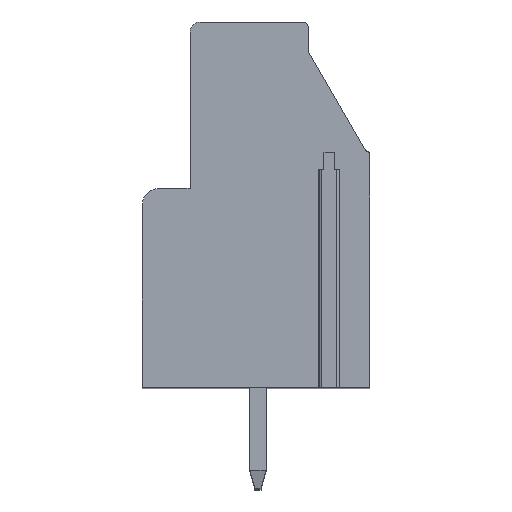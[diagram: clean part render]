
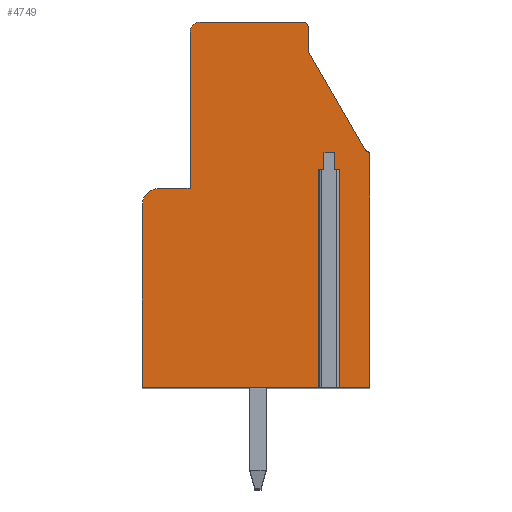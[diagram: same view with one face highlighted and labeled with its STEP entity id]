
A CAD part, top view. The second image highlights one B-rep face of the part: STEP entity #4749.
In plain terms, the highlighted planar face has unit normal (0, 0, 1).
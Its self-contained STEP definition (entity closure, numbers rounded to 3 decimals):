
#1491=DIRECTION('',(-1.,0.,0.));
#1492=VECTOR('',#1491,0.5);
#1493=CARTESIAN_POINT('',(3.85,2.55,3.75));
#1494=LINE('',#1493,#1492);
#1495=DIRECTION('',(0.,1.,0.));
#1496=VECTOR('',#1495,0.8);
#1497=CARTESIAN_POINT('',(3.35,1.75,3.75));
#1498=LINE('',#1497,#1496);
#1499=DIRECTION('',(0.,1.,0.));
#1500=VECTOR('',#1499,10.75);
#1501=CARTESIAN_POINT('',(3.35,-9.,3.75));
#1502=LINE('',#1501,#1500);
#1503=DIRECTION('',(1.,0.,0.));
#1504=VECTOR('',#1503,8.95);
#1505=CARTESIAN_POINT('',(-5.6,-9.,3.75));
#1506=LINE('',#1505,#1504);
#1507=DIRECTION('',(0.,-1.,0.));
#1508=VECTOR('',#1507,9.);
#1509=CARTESIAN_POINT('',(-5.6,0.,3.75));
#1510=LINE('',#1509,#1508);
#1511=CARTESIAN_POINT('',(-4.8,0.,3.75));
#1512=DIRECTION('',(0.,0.,1.));
#1513=DIRECTION('',(0.,1.,0.));
#1514=AXIS2_PLACEMENT_3D('',#1511,#1512,#1513);
#1516=DIRECTION('',(-1.,0.,0.));
#1517=VECTOR('',#1516,1.55);
#1518=CARTESIAN_POINT('',(-3.25,0.8,3.75));
#1519=LINE('',#1518,#1517);
#1520=DIRECTION('',(0.,-1.,0.));
#1521=VECTOR('',#1520,7.7);
#1522=CARTESIAN_POINT('',(-3.25,8.5,3.75));
#1523=LINE('',#1522,#1521);
#1524=CARTESIAN_POINT('',(-2.75,8.5,3.75));
#1525=DIRECTION('',(0.,0.,1.));
#1526=DIRECTION('',(0.,1.,0.));
#1527=AXIS2_PLACEMENT_3D('',#1524,#1525,#1526);
#1529=DIRECTION('',(-1.,0.,0.));
#1530=VECTOR('',#1529,5.05);
#1531=CARTESIAN_POINT('',(2.3,9.,3.75));
#1532=LINE('',#1531,#1530);
#1533=CARTESIAN_POINT('',(2.3,8.7,3.75));
#1534=DIRECTION('',(0.,0.,1.));
#1535=DIRECTION('',(1.,0.,0.));
#1536=AXIS2_PLACEMENT_3D('',#1533,#1534,#1535);
#1538=DIRECTION('',(0.,1.,0.));
#1539=VECTOR('',#1538,1.2);
#1540=CARTESIAN_POINT('',(2.6,7.5,3.75));
#1541=LINE('',#1540,#1539);
#1542=DIRECTION('',(-0.5,0.866,0.));
#1543=VECTOR('',#1542,5.6);
#1544=CARTESIAN_POINT('',(5.4,2.65,3.75));
#1545=LINE('',#1544,#1543);
#1546=CARTESIAN_POINT('',(5.4,2.45,3.75));
#1547=DIRECTION('',(0.,0.,1.));
#1548=DIRECTION('',(1.,0.,0.));
#1549=AXIS2_PLACEMENT_3D('',#1546,#1547,#1548);
#1551=DIRECTION('',(0.,1.,0.));
#1552=VECTOR('',#1551,11.45);
#1553=CARTESIAN_POINT('',(5.6,-9.,3.75));
#1554=LINE('',#1553,#1552);
#1555=DIRECTION('',(1.,0.,0.));
#1556=VECTOR('',#1555,1.75);
#1557=CARTESIAN_POINT('',(3.85,-9.,3.75));
#1558=LINE('',#1557,#1556);
#1559=DIRECTION('',(0.,1.,0.));
#1560=VECTOR('',#1559,10.75);
#1561=CARTESIAN_POINT('',(3.85,-9.,3.75));
#1562=LINE('',#1561,#1560);
#1563=DIRECTION('',(0.,1.,0.));
#1564=VECTOR('',#1563,0.8);
#1565=CARTESIAN_POINT('',(3.85,1.75,3.75));
#1566=LINE('',#1565,#1564);
#2265=CARTESIAN_POINT('',(5.6,-9.,3.75));
#2266=CARTESIAN_POINT('',(5.6,2.45,3.75));
#2267=VERTEX_POINT('',#2265);
#2268=VERTEX_POINT('',#2266);
#2269=CARTESIAN_POINT('',(5.4,2.65,3.75));
#2270=VERTEX_POINT('',#2269);
#2271=CARTESIAN_POINT('',(2.6,7.5,3.75));
#2272=VERTEX_POINT('',#2271);
#2274=CARTESIAN_POINT('',(-5.6,-9.,3.75));
#2276=VERTEX_POINT('',#2274);
#2293=CARTESIAN_POINT('',(3.35,-9.,3.75));
#2294=VERTEX_POINT('',#2293);
#2295=CARTESIAN_POINT('',(3.85,-9.,3.75));
#2296=VERTEX_POINT('',#2295);
#2466=CARTESIAN_POINT('',(-3.25,0.8,3.75));
#2468=VERTEX_POINT('',#2466);
#2473=CARTESIAN_POINT('',(-4.8,0.8,3.75));
#2474=VERTEX_POINT('',#2473);
#2475=CARTESIAN_POINT('',(-5.6,0.,3.75));
#2476=VERTEX_POINT('',#2475);
#2481=CARTESIAN_POINT('',(-2.75,9.,3.75));
#2482=VERTEX_POINT('',#2481);
#2483=CARTESIAN_POINT('',(-3.25,8.5,3.75));
#2484=VERTEX_POINT('',#2483);
#2489=CARTESIAN_POINT('',(2.6,8.7,3.75));
#2490=VERTEX_POINT('',#2489);
#2491=CARTESIAN_POINT('',(2.3,9.,3.75));
#2492=VERTEX_POINT('',#2491);
#2497=CARTESIAN_POINT('',(3.85,2.55,3.75));
#2498=CARTESIAN_POINT('',(3.35,2.55,3.75));
#2499=VERTEX_POINT('',#2497);
#2500=VERTEX_POINT('',#2498);
#2501=CARTESIAN_POINT('',(3.35,1.75,3.75));
#2502=VERTEX_POINT('',#2501);
#2503=CARTESIAN_POINT('',(3.85,1.75,3.75));
#2504=VERTEX_POINT('',#2503);
#4719=CARTESIAN_POINT('',(0.,0.,3.75));
#4720=DIRECTION('',(0.,0.,1.));
#4721=DIRECTION('',(1.,0.,0.));
#4722=AXIS2_PLACEMENT_3D('',#4719,#4720,#4721);
#4723=PLANE('',#4722);
#4725=ORIENTED_EDGE('',*,*,#4724,.T.);
#4727=ORIENTED_EDGE('',*,*,#4726,.F.);
#4729=ORIENTED_EDGE('',*,*,#4728,.F.);
#4730=ORIENTED_EDGE('',*,*,#4546,.F.);
#4731=ORIENTED_EDGE('',*,*,#4712,.F.);
#4732=ORIENTED_EDGE('',*,*,#2893,.F.);
#4733=ORIENTED_EDGE('',*,*,#2909,.F.);
#4734=ORIENTED_EDGE('',*,*,#2921,.F.);
#4735=ORIENTED_EDGE('',*,*,#2936,.F.);
#4736=ORIENTED_EDGE('',*,*,#2951,.F.);
#4737=ORIENTED_EDGE('',*,*,#4424,.F.);
#4738=ORIENTED_EDGE('',*,*,#4439,.F.);
#4739=ORIENTED_EDGE('',*,*,#4452,.F.);
#4740=ORIENTED_EDGE('',*,*,#4466,.F.);
#4741=ORIENTED_EDGE('',*,*,#4480,.F.);
#4742=ORIENTED_EDGE('',*,*,#4558,.F.);
#4744=ORIENTED_EDGE('',*,*,#4743,.T.);
#4746=ORIENTED_EDGE('',*,*,#4745,.T.);
#4747=EDGE_LOOP('',(#4725,#4727,#4729,#4730,#4731,#4732,#4733,#4734,#4735,#4736,
#4737,#4738,#4739,#4740,#4741,#4742,#4744,#4746));
#4748=FACE_OUTER_BOUND('',#4747,.F.);
#1515=CIRCLE('',#1514,0.8);
#1528=CIRCLE('',#1527,0.5);
#1537=CIRCLE('',#1536,0.3);
#1550=CIRCLE('',#1549,0.2);
#2893=EDGE_CURVE('',#2474,#2476,#1515,.T.);
#2909=EDGE_CURVE('',#2468,#2474,#1519,.T.);
#2921=EDGE_CURVE('',#2484,#2468,#1523,.T.);
#2936=EDGE_CURVE('',#2482,#2484,#1528,.T.);
#2951=EDGE_CURVE('',#2492,#2482,#1532,.T.);
#4424=EDGE_CURVE('',#2490,#2492,#1537,.T.);
#4439=EDGE_CURVE('',#2272,#2490,#1541,.T.);
#4452=EDGE_CURVE('',#2270,#2272,#1545,.T.);
#4466=EDGE_CURVE('',#2268,#2270,#1550,.T.);
#4480=EDGE_CURVE('',#2267,#2268,#1554,.T.);
#4546=EDGE_CURVE('',#2276,#2294,#1506,.T.);
#4558=EDGE_CURVE('',#2296,#2267,#1558,.T.);
#4712=EDGE_CURVE('',#2476,#2276,#1510,.T.);
#4724=EDGE_CURVE('',#2499,#2500,#1494,.T.);
#4726=EDGE_CURVE('',#2502,#2500,#1498,.T.);
#4728=EDGE_CURVE('',#2294,#2502,#1502,.T.);
#4743=EDGE_CURVE('',#2296,#2504,#1562,.T.);
#4745=EDGE_CURVE('',#2504,#2499,#1566,.T.);
#4749=ADVANCED_FACE('',(#4748),#4723,.T.);
